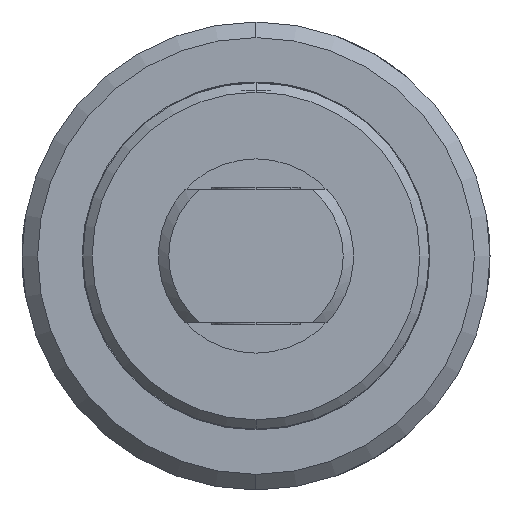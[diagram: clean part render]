
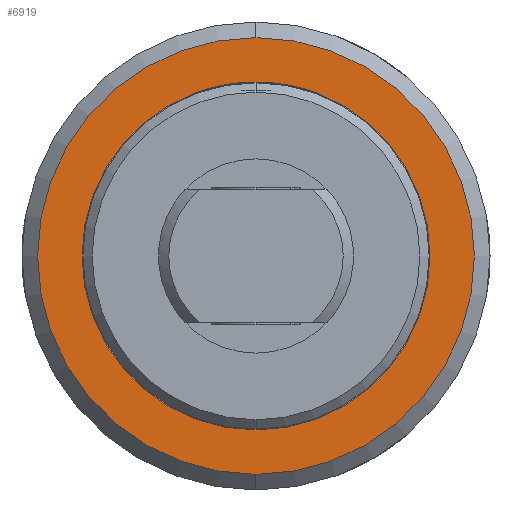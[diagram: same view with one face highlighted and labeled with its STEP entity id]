
A CAD part, left-side view. The second image highlights one B-rep face of the part: STEP entity #6919.
In plain terms, the highlighted planar face has unit normal (-1, 0, 0).
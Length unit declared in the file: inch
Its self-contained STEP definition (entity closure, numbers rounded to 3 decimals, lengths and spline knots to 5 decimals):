
#412 = AXIS2_PLACEMENT_3D ( 'NONE', #8421, #8423, #8425 ) ;
#416 = AXIS2_PLACEMENT_3D ( 'NONE', #8427, #8429, #8431 ) ;
#418 = AXIS2_PLACEMENT_3D ( 'NONE', #8410, #8433, #8435 ) ;
#847 = CARTESIAN_POINT ( 'NONE',  ( -10.675, 0., 0.7 ) ) ;
#848 = CARTESIAN_POINT ( 'NONE',  ( -10.675, 0., -0.7 ) ) ;
#1275 = EDGE_CURVE ( 'NONE', #9993, #9994, #12507, .T. ) ;
#1902 = CARTESIAN_POINT ( 'NONE',  ( -10.675, 0., 0. ) ) ;
#1933 = DIRECTION ( 'NONE',  ( -1., 0., 0. ) ) ;
#1934 = DIRECTION ( 'NONE',  ( 0., 0., -1. ) ) ;
#2490 = EDGE_LOOP ( 'NONE', ( #4312, #4423 ) ) ;
#2708 = EDGE_LOOP ( 'NONE', ( #3298, #3941 ) ) ;
#2986 = AXIS2_PLACEMENT_3D ( 'NONE', #13281, #13291, #13292 ) ;
#3298 = ORIENTED_EDGE ( 'NONE', *, *, #11712, .F. ) ;
#3941 = ORIENTED_EDGE ( 'NONE', *, *, #11711, .F. ) ;
#4312 = ORIENTED_EDGE ( 'NONE', *, *, #11713, .T. ) ;
#4423 = ORIENTED_EDGE ( 'NONE', *, *, #1275, .T. ) ;
#4769 = CIRCLE ( 'NONE', #418, 0.7 ) ;
#4776 = CIRCLE ( 'NONE', #416, 0.325 ) ;
#4818 = CIRCLE ( 'NONE', #412, 0.325 ) ;
#5807 = CARTESIAN_POINT ( 'NONE',  ( -10.675, 0., 0.325 ) ) ;
#5808 = CARTESIAN_POINT ( 'NONE',  ( -10.675, 0., -0.325 ) ) ;
#6919 = ADVANCED_FACE ( 'NONE', ( #10892, #10838 ), #13282, .F. ) ;
#8410 = CARTESIAN_POINT ( 'NONE',  ( -10.675, 0., 0. ) ) ;
#8421 = CARTESIAN_POINT ( 'NONE',  ( -10.675, 0., 0. ) ) ;
#8423 = DIRECTION ( 'NONE',  ( -1., 0., 0. ) ) ;
#8425 = DIRECTION ( 'NONE',  ( 0., 0., 1. ) ) ;
#8427 = CARTESIAN_POINT ( 'NONE',  ( -10.675, 0., 0. ) ) ;
#8429 = DIRECTION ( 'NONE',  ( -1., 0., 0. ) ) ;
#8431 = DIRECTION ( 'NONE',  ( 0., 0., 1. ) ) ;
#8433 = DIRECTION ( 'NONE',  ( -1., 0., 0. ) ) ;
#8435 = DIRECTION ( 'NONE',  ( 0., 0., -1. ) ) ;
#9739 = AXIS2_PLACEMENT_3D ( 'NONE', #1902, #1933, #1934 ) ;
#9993 = VERTEX_POINT ( 'NONE', #847 ) ;
#9994 = VERTEX_POINT ( 'NONE', #848 ) ;
#10001 = VERTEX_POINT ( 'NONE', #5807 ) ;
#10002 = VERTEX_POINT ( 'NONE', #5808 ) ;
#10838 = FACE_OUTER_BOUND ( 'NONE', #2490, .T. ) ;
#10892 = FACE_BOUND ( 'NONE', #2708, .T. ) ;
#11711 = EDGE_CURVE ( 'NONE', #10002, #10001, #4818, .T. ) ;
#11712 = EDGE_CURVE ( 'NONE', #10001, #10002, #4776, .T. ) ;
#11713 = EDGE_CURVE ( 'NONE', #9994, #9993, #4769, .T. ) ;
#12507 = CIRCLE ( 'NONE', #9739, 0.7 ) ;
#13281 = CARTESIAN_POINT ( 'NONE',  ( -10.675, 0., 0. ) ) ;
#13282 = PLANE ( 'NONE',  #2986 ) ;
#13291 = DIRECTION ( 'NONE',  ( 1., 0., 0. ) ) ;
#13292 = DIRECTION ( 'NONE',  ( 0., 0., -1. ) ) ;
